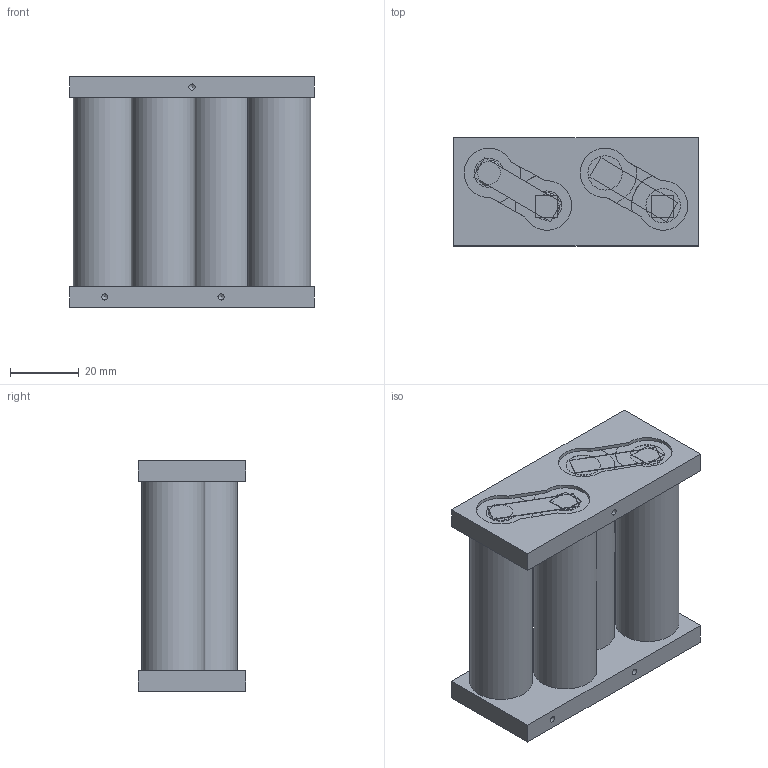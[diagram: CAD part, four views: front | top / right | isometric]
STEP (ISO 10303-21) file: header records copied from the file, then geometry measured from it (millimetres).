
FILE_DESCRIPTION(/* description */ (''),/* implementation_level */ '2;1');
FILE_NAME(/* name */ 'Fusion Batery Pack v3 v5.step',/* time_stamp */ '2017-10-07T02:57:47-07:00',/* author */ ('Seanpoulter'),/* organization */ (''),/* preprocessor_version */ 'ST-DEVELOPER v16.13',/* originating_system */ 'Autodesk Translation Framework v6.5.0.72',/* authorisation */ '');
FILE_SCHEMA (('AUTOMOTIVE_DESIGN { 1 0 10303 214 3 1 1 }'));
Length unit declared in the file: millimetre
Products named in the file (6): Batery Pack v3 v5; Battery Holder v1; Battery Holder Other Side v1; A123 battery v4; Nickle Tab; Nickle tab very bent
Assembly tree (15 placements, depth 2):
  Batery Pack v3 v5
    Battery Holder v1
    Battery Holder Other Side v1
    A123 battery v4  x4
    Nickle Tab  x5
    Nickle tab very bent  x4
Bounding box: 71.14 x 31.4 x 67.15 mm (x, y, z)
Volume: 83874.4 mm3; surface area: 30295.3 mm2
Topology: 15 solids, 15 shells, 215 faces, 533 edges, 335 vertices
Faces by surface type: plane 155, cylinder 53, cone 7
Full cylindrical faces by diameter (mm): 1.778 x3, 8.5 x4, 10 x4, 18.4 x12
Entity records: 3292 total; most frequent: DIRECTION 579, CARTESIAN_POINT 531, ORIENTED_EDGE 502, EDGE_CURVE 251, AXIS2_PLACEMENT_3D 211, VERTEX_POINT 163, LINE 157, VECTOR 157
